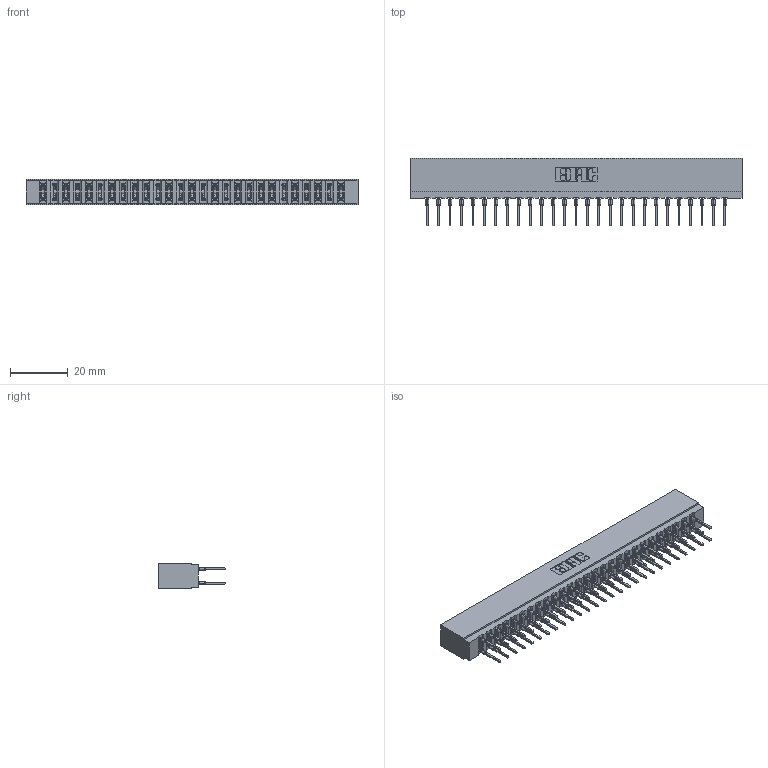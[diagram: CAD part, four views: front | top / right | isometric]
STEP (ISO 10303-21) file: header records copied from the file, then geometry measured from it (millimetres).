
FILE_DESCRIPTION (( 'STEP AP203' ), '1' );
FILE_NAME ('717-054-522-201.STEP', '2020-09-08T23:53:43', ( '' ), ( '' ), 'SwSTEP 2.0', 'SolidWorks 2020', '' );
FILE_SCHEMA (( 'CONFIG_CONTROL_DESIGN' ));
Length unit declared in the file: inch
Products named in the file (3): 717-054-522-201; 717 Part_Insulator Option - 06; 745-292-001_522
Assembly tree (55 placements, depth 2):
  717-054-522-201
    717 Part_Insulator Option - 06
    745-292-001_522  x54
Bounding box: 114.86 x 23.48 x 8.89 mm (x, y, z)
Volume: 10071.5 mm3; surface area: 15419.1 mm2
Topology: 55 solids, 55 shells, 4954 faces, 13319 edges, 8374 vertices
Faces by surface type: plane 2565, bspline 1080, cylinder 985, torus 324
Entity records: 48331 total; most frequent: CARTESIAN_POINT 8895, ORIENTED_EDGE 8300, DIRECTION 7260, EDGE_CURVE 4150, VECTOR 3806, LINE 3806, VERTEX_POINT 2650, AXIS2_PLACEMENT_3D 1727
